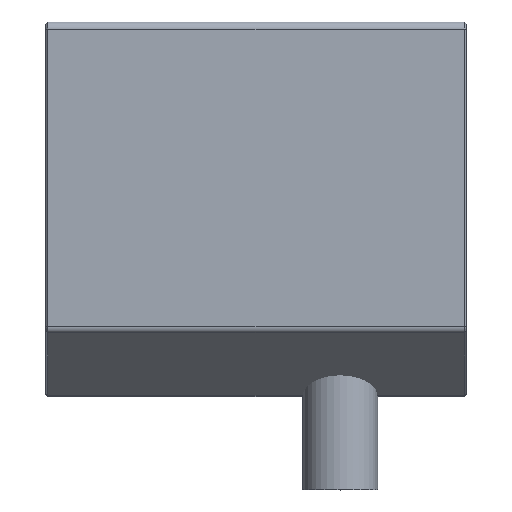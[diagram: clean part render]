
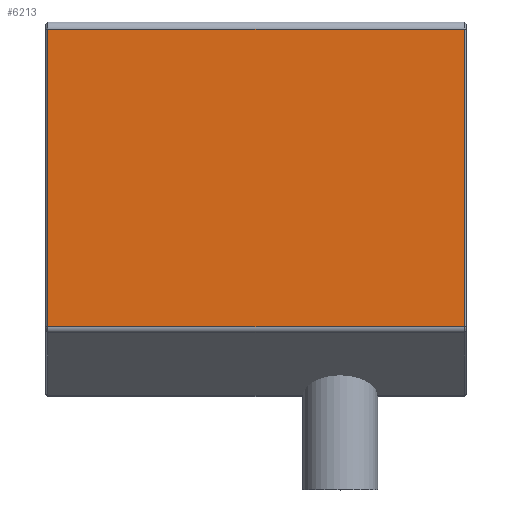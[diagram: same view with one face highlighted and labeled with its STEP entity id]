
A CAD part, top view. The second image highlights one B-rep face of the part: STEP entity #6213.
In plain terms, the highlighted planar face has unit normal (0, 0, 1).
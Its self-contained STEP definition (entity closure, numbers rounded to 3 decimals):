
#951 = PLANE('',#952);
#952 = AXIS2_PLACEMENT_3D('',#953,#954,#955);
#953 = CARTESIAN_POINT('',(0.25,14.879,47.75));
#954 = DIRECTION('',(0.707,0.,-0.707));
#955 = DIRECTION('',(0.,1.,0.));
#1935 = PLANE('',#1936);
#1936 = AXIS2_PLACEMENT_3D('',#1937,#1938,#1939);
#1937 = CARTESIAN_POINT('',(89.75,78.5,47.75));
#1938 = DIRECTION('',(-0.707,0.,-0.707));
#1939 = DIRECTION('',(0.,-1.,0.));
#2804 = CYLINDRICAL_SURFACE('',#2805,1.5);
#2805 = AXIS2_PLACEMENT_3D('',#2806,#2807,#2808);
#2806 = CARTESIAN_POINT('',(0.,14.879,46.5));
#2807 = DIRECTION('',(1.,0.,0.));
#2808 = DIRECTION('',(0.,-0.873,0.489)
  );
#3291 = VERTEX_POINT('',#3292);
#3292 = CARTESIAN_POINT('',(0.5,78.5,48.));
#3330 = CYLINDRICAL_SURFACE('',#3331,1.5);
#3331 = AXIS2_PLACEMENT_3D('',#3332,#3333,#3334);
#3332 = CARTESIAN_POINT('',(90.,78.5,46.5));
#3333 = DIRECTION('',(-1.,0.,0.));
#3334 = DIRECTION('',(0.,1.,0.));
#3346 = VERTEX_POINT('',#3347);
#3347 = CARTESIAN_POINT('',(0.5,14.879,48.));
#3370 = EDGE_CURVE('',#3346,#3291,#3371,.T.);
#3371 = SURFACE_CURVE('',#3372,(#3376,#3383),.PCURVE_S1.);
#3372 = LINE('',#3373,#3374);
#3373 = CARTESIAN_POINT('',(0.5,14.879,48.));
#3374 = VECTOR('',#3375,1.);
#3375 = DIRECTION('',(0.,1.,0.));
#3376 = PCURVE('',#951,#3377);
#3377 = DEFINITIONAL_REPRESENTATION('',(#3378),#3382);
#3378 = LINE('',#3379,#3380);
#3379 = CARTESIAN_POINT('',(0.,0.354));
#3380 = VECTOR('',#3381,1.);
#3381 = DIRECTION('',(1.,0.));
#3382 = ( GEOMETRIC_REPRESENTATION_CONTEXT(2) 
PARAMETRIC_REPRESENTATION_CONTEXT() REPRESENTATION_CONTEXT('2D SPACE',''
  ) );
#3383 = PCURVE('',#3384,#3389);
#3384 = PLANE('',#3385);
#3385 = AXIS2_PLACEMENT_3D('',#3386,#3387,#3388);
#3386 = CARTESIAN_POINT('',(45.,40.,48.));
#3387 = DIRECTION('',(0.,0.,1.));
#3388 = DIRECTION('',(1.,0.,0.));
#3389 = DEFINITIONAL_REPRESENTATION('',(#3390),#3394);
#3390 = LINE('',#3391,#3392);
#3391 = CARTESIAN_POINT('',(-44.5,-25.121));
#3392 = VECTOR('',#3393,1.);
#3393 = DIRECTION('',(0.,1.));
#3394 = ( GEOMETRIC_REPRESENTATION_CONTEXT(2) 
PARAMETRIC_REPRESENTATION_CONTEXT() REPRESENTATION_CONTEXT('2D SPACE',''
  ) );
#4778 = VERTEX_POINT('',#4779);
#4779 = CARTESIAN_POINT('',(89.5,78.5,48.));
#4828 = VERTEX_POINT('',#4829);
#4829 = CARTESIAN_POINT('',(89.5,14.879,48.));
#4850 = EDGE_CURVE('',#4778,#4828,#4851,.T.);
#4851 = SURFACE_CURVE('',#4852,(#4856,#4863),.PCURVE_S1.);
#4852 = LINE('',#4853,#4854);
#4853 = CARTESIAN_POINT('',(89.5,78.5,48.));
#4854 = VECTOR('',#4855,1.);
#4855 = DIRECTION('',(-0.,-1.,-0.));
#4856 = PCURVE('',#1935,#4857);
#4857 = DEFINITIONAL_REPRESENTATION('',(#4858),#4862);
#4858 = LINE('',#4859,#4860);
#4859 = CARTESIAN_POINT('',(-0.,0.354));
#4860 = VECTOR('',#4861,1.);
#4861 = DIRECTION('',(1.,0.));
#4862 = ( GEOMETRIC_REPRESENTATION_CONTEXT(2) 
PARAMETRIC_REPRESENTATION_CONTEXT() REPRESENTATION_CONTEXT('2D SPACE',''
  ) );
#4863 = PCURVE('',#3384,#4864);
#4864 = DEFINITIONAL_REPRESENTATION('',(#4865),#4869);
#4865 = LINE('',#4866,#4867);
#4866 = CARTESIAN_POINT('',(44.5,38.5));
#4867 = VECTOR('',#4868,1.);
#4868 = DIRECTION('',(0.,-1.));
#4869 = ( GEOMETRIC_REPRESENTATION_CONTEXT(2) 
PARAMETRIC_REPRESENTATION_CONTEXT() REPRESENTATION_CONTEXT('2D SPACE',''
  ) );
#6122 = EDGE_CURVE('',#3346,#4828,#6123,.T.);
#6123 = SURFACE_CURVE('',#6124,(#6128,#6135),.PCURVE_S1.);
#6124 = LINE('',#6125,#6126);
#6125 = CARTESIAN_POINT('',(0.,14.879,48.));
#6126 = VECTOR('',#6127,1.);
#6127 = DIRECTION('',(1.,0.,0.));
#6128 = PCURVE('',#2804,#6129);
#6129 = DEFINITIONAL_REPRESENTATION('',(#6130),#6134);
#6130 = LINE('',#6131,#6132);
#6131 = CARTESIAN_POINT('',(-1.06,0.));
#6132 = VECTOR('',#6133,1.);
#6133 = DIRECTION('',(-0.,1.));
#6134 = ( GEOMETRIC_REPRESENTATION_CONTEXT(2) 
PARAMETRIC_REPRESENTATION_CONTEXT() REPRESENTATION_CONTEXT('2D SPACE',''
  ) );
#6135 = PCURVE('',#3384,#6136);
#6136 = DEFINITIONAL_REPRESENTATION('',(#6137),#6141);
#6137 = LINE('',#6138,#6139);
#6138 = CARTESIAN_POINT('',(-45.,-25.121));
#6139 = VECTOR('',#6140,1.);
#6140 = DIRECTION('',(1.,0.));
#6141 = ( GEOMETRIC_REPRESENTATION_CONTEXT(2) 
PARAMETRIC_REPRESENTATION_CONTEXT() REPRESENTATION_CONTEXT('2D SPACE',''
  ) );
#6192 = EDGE_CURVE('',#4778,#3291,#6193,.T.);
#6193 = SURFACE_CURVE('',#6194,(#6198,#6205),.PCURVE_S1.);
#6194 = LINE('',#6195,#6196);
#6195 = CARTESIAN_POINT('',(90.,78.5,48.));
#6196 = VECTOR('',#6197,1.);
#6197 = DIRECTION('',(-1.,0.,0.));
#6198 = PCURVE('',#3330,#6199);
#6199 = DEFINITIONAL_REPRESENTATION('',(#6200),#6204);
#6200 = LINE('',#6201,#6202);
#6201 = CARTESIAN_POINT('',(-1.571,0.));
#6202 = VECTOR('',#6203,1.);
#6203 = DIRECTION('',(-0.,1.));
#6204 = ( GEOMETRIC_REPRESENTATION_CONTEXT(2) 
PARAMETRIC_REPRESENTATION_CONTEXT() REPRESENTATION_CONTEXT('2D SPACE',''
  ) );
#6205 = PCURVE('',#3384,#6206);
#6206 = DEFINITIONAL_REPRESENTATION('',(#6207),#6211);
#6207 = LINE('',#6208,#6209);
#6208 = CARTESIAN_POINT('',(45.,38.5));
#6209 = VECTOR('',#6210,1.);
#6210 = DIRECTION('',(-1.,0.));
#6211 = ( GEOMETRIC_REPRESENTATION_CONTEXT(2) 
PARAMETRIC_REPRESENTATION_CONTEXT() REPRESENTATION_CONTEXT('2D SPACE',''
  ) );
#6213 = ADVANCED_FACE('',(#6214),#3384,.T.);
#6214 = FACE_BOUND('',#6215,.T.);
#6215 = EDGE_LOOP('',(#6216,#6217,#6218,#6219));
#6216 = ORIENTED_EDGE('',*,*,#6192,.T.);
#6217 = ORIENTED_EDGE('',*,*,#3370,.F.);
#6218 = ORIENTED_EDGE('',*,*,#6122,.T.);
#6219 = ORIENTED_EDGE('',*,*,#4850,.F.);
